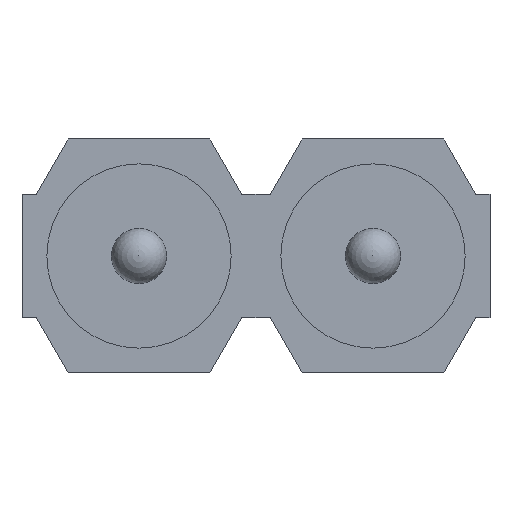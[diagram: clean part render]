
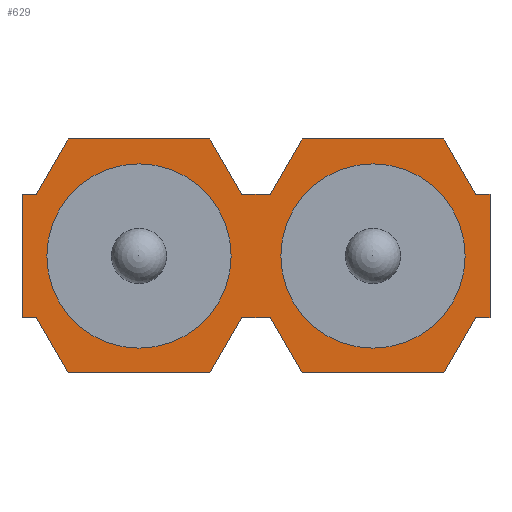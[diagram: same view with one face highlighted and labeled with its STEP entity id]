
A CAD part, front view. The second image highlights one B-rep face of the part: STEP entity #629.
In plain terms, the highlighted planar face has unit normal (0, -1, 0).
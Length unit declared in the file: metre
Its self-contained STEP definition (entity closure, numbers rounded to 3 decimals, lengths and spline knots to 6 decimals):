
#34=LINE('',#955,#94);
#37=LINE('',#962,#97);
#41=LINE('',#971,#101);
#46=LINE('',#982,#106);
#49=LINE('',#989,#109);
#53=LINE('',#998,#113);
#55=LINE('',#1006,#115);
#56=LINE('',#1008,#116);
#57=LINE('',#1010,#117);
#58=LINE('',#1012,#118);
#59=LINE('',#1013,#119);
#60=LINE('',#1015,#120);
#61=LINE('',#1016,#121);
#62=LINE('',#1018,#122);
#63=LINE('',#1019,#123);
#64=LINE('',#1021,#124);
#65=LINE('',#1023,#125);
#66=LINE('',#1024,#126);
#67=LINE('',#1026,#127);
#68=LINE('',#1027,#128);
#94=VECTOR('',#769,1.);
#97=VECTOR('',#774,1.);
#101=VECTOR('',#780,1.);
#106=VECTOR('',#787,1.);
#109=VECTOR('',#792,1.);
#113=VECTOR('',#798,1.);
#115=VECTOR('',#806,1.);
#116=VECTOR('',#807,1.);
#117=VECTOR('',#808,1.);
#118=VECTOR('',#809,1.);
#119=VECTOR('',#810,1.);
#120=VECTOR('',#811,1.);
#121=VECTOR('',#812,1.);
#122=VECTOR('',#813,1.);
#123=VECTOR('',#814,1.);
#124=VECTOR('',#815,1.);
#125=VECTOR('',#816,1.);
#126=VECTOR('',#817,1.);
#127=VECTOR('',#818,1.);
#128=VECTOR('',#819,1.);
#157=PLANE('',#700);
#205=ORIENTED_EDGE('',*,*,#363,.F.);
#206=ORIENTED_EDGE('',*,*,#364,.F.);
#207=ORIENTED_EDGE('',*,*,#365,.F.);
#208=ORIENTED_EDGE('',*,*,#354,.F.);
#209=ORIENTED_EDGE('',*,*,#366,.F.);
#210=ORIENTED_EDGE('',*,*,#367,.F.);
#211=ORIENTED_EDGE('',*,*,#368,.F.);
#212=ORIENTED_EDGE('',*,*,#349,.F.);
#213=ORIENTED_EDGE('',*,*,#369,.F.);
#214=ORIENTED_EDGE('',*,*,#370,.F.);
#215=ORIENTED_EDGE('',*,*,#357,.F.);
#216=ORIENTED_EDGE('',*,*,#371,.T.);
#217=ORIENTED_EDGE('',*,*,#372,.T.);
#218=ORIENTED_EDGE('',*,*,#342,.T.);
#219=ORIENTED_EDGE('',*,*,#373,.T.);
#220=ORIENTED_EDGE('',*,*,#374,.T.);
#221=ORIENTED_EDGE('',*,*,#375,.T.);
#222=ORIENTED_EDGE('',*,*,#345,.T.);
#223=ORIENTED_EDGE('',*,*,#376,.T.);
#224=ORIENTED_EDGE('',*,*,#377,.T.);
#225=ORIENTED_EDGE('',*,*,#361,.T.);
#226=ORIENTED_EDGE('',*,*,#378,.F.);
#342=EDGE_CURVE('',#419,#421,#34,.T.);
#345=EDGE_CURVE('',#425,#424,#37,.T.);
#349=EDGE_CURVE('',#428,#429,#41,.T.);
#354=EDGE_CURVE('',#433,#431,#46,.T.);
#357=EDGE_CURVE('',#436,#437,#49,.T.);
#361=EDGE_CURVE('',#441,#440,#53,.T.);
#363=EDGE_CURVE('',#442,#442,#477,.T.);
#364=EDGE_CURVE('',#443,#443,#478,.T.);
#365=EDGE_CURVE('',#431,#444,#55,.T.);
#366=EDGE_CURVE('',#445,#433,#56,.T.);
#367=EDGE_CURVE('',#446,#445,#57,.T.);
#368=EDGE_CURVE('',#429,#446,#58,.T.);
#369=EDGE_CURVE('',#447,#428,#59,.T.);
#370=EDGE_CURVE('',#437,#447,#60,.T.);
#371=EDGE_CURVE('',#436,#448,#61,.T.);
#372=EDGE_CURVE('',#448,#419,#62,.T.);
#373=EDGE_CURVE('',#421,#449,#63,.T.);
#374=EDGE_CURVE('',#449,#450,#64,.T.);
#375=EDGE_CURVE('',#450,#425,#65,.T.);
#376=EDGE_CURVE('',#424,#451,#66,.T.);
#377=EDGE_CURVE('',#451,#441,#67,.T.);
#378=EDGE_CURVE('',#444,#440,#68,.T.);
#419=VERTEX_POINT('',#950);
#421=VERTEX_POINT('',#954);
#424=VERTEX_POINT('',#961);
#425=VERTEX_POINT('',#963);
#428=VERTEX_POINT('',#970);
#429=VERTEX_POINT('',#972);
#431=VERTEX_POINT('',#977);
#433=VERTEX_POINT('',#981);
#436=VERTEX_POINT('',#988);
#437=VERTEX_POINT('',#990);
#440=VERTEX_POINT('',#997);
#441=VERTEX_POINT('',#999);
#442=VERTEX_POINT('',#1003);
#443=VERTEX_POINT('',#1005);
#444=VERTEX_POINT('',#1007);
#445=VERTEX_POINT('',#1009);
#446=VERTEX_POINT('',#1011);
#447=VERTEX_POINT('',#1014);
#448=VERTEX_POINT('',#1017);
#449=VERTEX_POINT('',#1020);
#450=VERTEX_POINT('',#1022);
#451=VERTEX_POINT('',#1025);
#477=CIRCLE('',#701,0.001);
#478=CIRCLE('',#702,0.001);
#502=EDGE_LOOP('',(#205));
#503=EDGE_LOOP('',(#206));
#504=EDGE_LOOP('',(#207,#208,#209,#210,#211,#212,#213,#214,#215,#216,#217,
#218,#219,#220,#221,#222,#223,#224,#225,#226));
#562=FACE_BOUND('',#502,.T.);
#563=FACE_BOUND('',#503,.T.);
#564=FACE_BOUND('',#504,.T.);
#629=ADVANCED_FACE('',(#562,#563,#564),#157,.T.);
#700=AXIS2_PLACEMENT_3D('',#1001,#800,#801);
#701=AXIS2_PLACEMENT_3D('',#1002,#802,#803);
#702=AXIS2_PLACEMENT_3D('',#1004,#804,#805);
#769=DIRECTION('',(1.,0.,0.));
#774=DIRECTION('',(1.,0.,0.));
#780=DIRECTION('',(1.,0.,0.));
#787=DIRECTION('',(1.,0.,0.));
#792=DIRECTION('',(0.,0.,1.));
#798=DIRECTION('',(0.,0.,1.));
#800=DIRECTION('',(0.,-1.,0.));
#801=DIRECTION('',(1.,0.,0.));
#802=DIRECTION('',(0.,-1.,0.));
#803=DIRECTION('',(0.,0.,-1.));
#804=DIRECTION('',(0.,-1.,0.));
#805=DIRECTION('',(0.,0.,-1.));
#806=DIRECTION('',(0.5,0.,-0.866));
#807=DIRECTION('',(0.5,0.,0.866));
#808=DIRECTION('',(1.,0.,0.));
#809=DIRECTION('',(0.5,0.,-0.866));
#810=DIRECTION('',(0.5,0.,0.866));
#811=DIRECTION('',(1.,0.,0.));
#812=DIRECTION('',(1.,0.,0.));
#813=DIRECTION('',(0.5,0.,-0.866));
#814=DIRECTION('',(0.5,0.,0.866));
#815=DIRECTION('',(1.,0.,0.));
#816=DIRECTION('',(0.5,0.,-0.866));
#817=DIRECTION('',(0.5,0.,0.866));
#818=DIRECTION('',(1.,0.,0.));
#819=DIRECTION('',(1.,0.,0.));
#950=CARTESIAN_POINT('',(-0.00204,-0.0015,-0.00127));
#954=CARTESIAN_POINT('',(-0.0005,-0.0015,-0.00127));
#955=CARTESIAN_POINT('',(0.,-0.0015,-0.00127));
#961=CARTESIAN_POINT('',(0.00204,-0.0015,-0.00127));
#962=CARTESIAN_POINT('',(0.,-0.0015,-0.00127));
#963=CARTESIAN_POINT('',(0.0005,-0.0015,-0.00127));
#970=CARTESIAN_POINT('',(-0.00204,-0.0015,0.00127));
#971=CARTESIAN_POINT('',(0.,-0.0015,0.00127));
#972=CARTESIAN_POINT('',(-0.0005,-0.0015,0.00127));
#977=CARTESIAN_POINT('',(0.00204,-0.0015,0.00127));
#981=CARTESIAN_POINT('',(0.0005,-0.0015,0.00127));
#982=CARTESIAN_POINT('',(0.,-0.0015,0.00127));
#988=CARTESIAN_POINT('',(-0.00254,-0.0015,-0.00067));
#989=CARTESIAN_POINT('',(-0.00254,-0.0015,0.));
#990=CARTESIAN_POINT('',(-0.00254,-0.0015,0.00067));
#997=CARTESIAN_POINT('',(0.00254,-0.0015,0.00067));
#998=CARTESIAN_POINT('',(0.00254,-0.0015,0.));
#999=CARTESIAN_POINT('',(0.00254,-0.0015,-0.00067));
#1001=CARTESIAN_POINT('',(0.,-0.0015,0.));
#1002=CARTESIAN_POINT('',(-0.00127,-0.0015,0.));
#1003=CARTESIAN_POINT('',(-0.00127,-0.0015,-0.001));
#1004=CARTESIAN_POINT('',(0.00127,-0.0015,0.));
#1005=CARTESIAN_POINT('',(0.00127,-0.0015,-0.001));
#1006=CARTESIAN_POINT('',(0.002213,-0.0015,0.00097));
#1007=CARTESIAN_POINT('',(0.002386,-0.0015,0.00067));
#1008=CARTESIAN_POINT('',(0.000327,-0.0015,0.00097));
#1009=CARTESIAN_POINT('',(0.000154,-0.0015,0.00067));
#1010=CARTESIAN_POINT('',(0.,-0.0015,0.00067));
#1011=CARTESIAN_POINT('',(-0.000154,-0.0015,0.00067));
#1012=CARTESIAN_POINT('',(-0.000327,-0.0015,0.00097));
#1013=CARTESIAN_POINT('',(-0.002213,-0.0015,0.00097));
#1014=CARTESIAN_POINT('',(-0.002386,-0.0015,0.00067));
#1015=CARTESIAN_POINT('',(-0.00254,-0.0015,0.00067));
#1016=CARTESIAN_POINT('',(-0.00254,-0.0015,-0.00067));
#1017=CARTESIAN_POINT('',(-0.002386,-0.0015,-0.00067));
#1018=CARTESIAN_POINT('',(-0.002213,-0.0015,-0.00097));
#1019=CARTESIAN_POINT('',(-0.000327,-0.0015,-0.00097));
#1020=CARTESIAN_POINT('',(-0.000154,-0.0015,-0.00067));
#1021=CARTESIAN_POINT('',(0.,-0.0015,-0.00067));
#1022=CARTESIAN_POINT('',(0.000154,-0.0015,-0.00067));
#1023=CARTESIAN_POINT('',(0.000327,-0.0015,-0.00097));
#1024=CARTESIAN_POINT('',(0.002213,-0.0015,-0.00097));
#1025=CARTESIAN_POINT('',(0.002386,-0.0015,-0.00067));
#1026=CARTESIAN_POINT('',(0.00254,-0.0015,-0.00067));
#1027=CARTESIAN_POINT('',(0.00254,-0.0015,0.00067));
